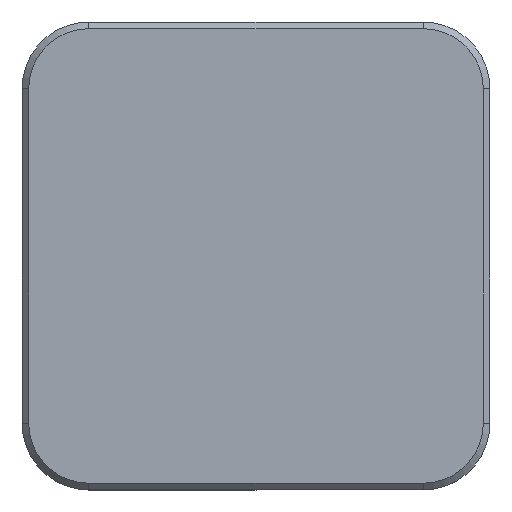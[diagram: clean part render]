
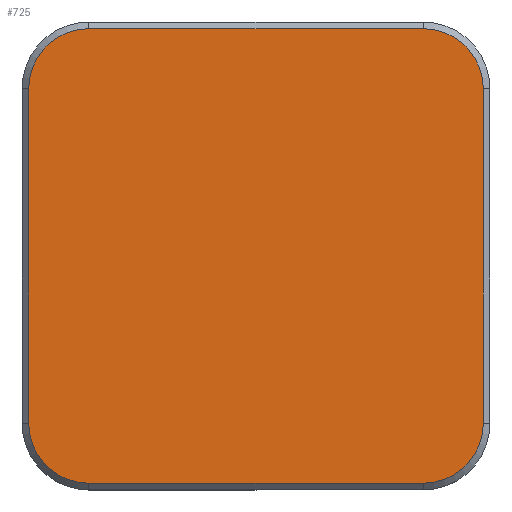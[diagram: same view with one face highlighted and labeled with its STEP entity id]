
A CAD part, top view. The second image highlights one B-rep face of the part: STEP entity #725.
In plain terms, the highlighted planar face has unit normal (0, 0, 1).
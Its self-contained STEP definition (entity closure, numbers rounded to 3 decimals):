
#18 = VECTOR ( 'NONE', #1072, 1000. ) ;
#78 = AXIS2_PLACEMENT_3D ( 'NONE', #1351, #328, #1041 ) ;
#104 = ORIENTED_EDGE ( 'NONE', *, *, #207, .T. ) ;
#155 = FACE_OUTER_BOUND ( 'NONE', #981, .T. ) ;
#176 = EDGE_CURVE ( 'NONE', #745, #337, #1012, .T. ) ;
#199 = LINE ( 'NONE', #513, #18 ) ;
#207 = EDGE_CURVE ( 'NONE', #734, #1283, #545, .T. ) ;
#210 = ORIENTED_EDGE ( 'NONE', *, *, #500, .T. ) ;
#231 = CARTESIAN_POINT ( 'NONE',  ( -5., 6.8, 6.4 ) ) ;
#237 = VERTEX_POINT ( 'NONE', #1305 ) ;
#246 = LINE ( 'NONE', #1185, #1197 ) ;
#261 = DIRECTION ( 'NONE',  ( 0., 0., 1. ) ) ;
#293 = LINE ( 'NONE', #391, #1117 ) ;
#310 = CIRCLE ( 'NONE', #1026, 1.8 ) ;
#328 = DIRECTION ( 'NONE',  ( 0., 0., 1. ) ) ;
#337 = VERTEX_POINT ( 'NONE', #1338 ) ;
#369 = CARTESIAN_POINT ( 'NONE',  ( -6.8, -5., 6.4 ) ) ;
#391 = CARTESIAN_POINT ( 'NONE',  ( 5., -6.8, 6.4 ) ) ;
#407 = AXIS2_PLACEMENT_3D ( 'NONE', #628, #1346, #1053 ) ;
#455 = DIRECTION ( 'NONE',  ( 0., 1., 0. ) ) ;
#500 = EDGE_CURVE ( 'NONE', #1095, #1140, #1173, .T. ) ;
#513 = CARTESIAN_POINT ( 'NONE',  ( -5., 6.8, 6.4 ) ) ;
#537 = CARTESIAN_POINT ( 'NONE',  ( -6.8, 5., 6.4 ) ) ;
#545 = CIRCLE ( 'NONE', #1322, 1.8 ) ;
#570 = CARTESIAN_POINT ( 'NONE',  ( 5., 6.8, 6.4 ) ) ;
#628 = CARTESIAN_POINT ( 'NONE',  ( 5., -5., 6.4 ) ) ;
#668 = CARTESIAN_POINT ( 'NONE',  ( 0., 0., 6.4 ) ) ;
#669 = AXIS2_PLACEMENT_3D ( 'NONE', #668, #261, #777 ) ;
#678 = LINE ( 'NONE', #369, #1135 ) ;
#680 = EDGE_CURVE ( 'NONE', #1283, #1077, #678, .T. ) ;
#715 = ORIENTED_EDGE ( 'NONE', *, *, #680, .T. ) ;
#725 = ADVANCED_FACE ( 'NONE', ( #155 ), #983, .T. ) ;
#734 = VERTEX_POINT ( 'NONE', #231 ) ;
#736 = EDGE_CURVE ( 'NONE', #337, #1095, #246, .T. ) ;
#745 = VERTEX_POINT ( 'NONE', #1097 ) ;
#749 = DIRECTION ( 'NONE',  ( 0., 0., 1. ) ) ;
#758 = DIRECTION ( 'NONE',  ( 1., 0., 0. ) ) ;
#775 = CARTESIAN_POINT ( 'NONE',  ( -6.8, -5., 6.4 ) ) ;
#777 = DIRECTION ( 'NONE',  ( 1., 0., 0. ) ) ;
#804 = EDGE_CURVE ( 'NONE', #237, #745, #293, .T. ) ;
#817 = DIRECTION ( 'NONE',  ( 1., 0., 0. ) ) ;
#863 = DIRECTION ( 'NONE',  ( 0., 0., 1. ) ) ;
#864 = CARTESIAN_POINT ( 'NONE',  ( -5., 5., 6.4 ) ) ;
#889 = ORIENTED_EDGE ( 'NONE', *, *, #176, .T. ) ;
#898 = ORIENTED_EDGE ( 'NONE', *, *, #736, .T. ) ;
#948 = DIRECTION ( 'NONE',  ( 1., 0., 0. ) ) ;
#978 = ORIENTED_EDGE ( 'NONE', *, *, #1246, .T. ) ;
#981 = EDGE_LOOP ( 'NONE', ( #104, #715, #978, #1000, #889, #898, #210, #989 ) ) ;
#983 = PLANE ( 'NONE',  #669 ) ;
#985 = EDGE_CURVE ( 'NONE', #1140, #734, #199, .T. ) ;
#989 = ORIENTED_EDGE ( 'NONE', *, *, #985, .T. ) ;
#1000 = ORIENTED_EDGE ( 'NONE', *, *, #804, .T. ) ;
#1010 = DIRECTION ( 'NONE',  ( 0., -1., 0. ) ) ;
#1012 = CIRCLE ( 'NONE', #407, 1.8 ) ;
#1026 = AXIS2_PLACEMENT_3D ( 'NONE', #1272, #863, #948 ) ;
#1041 = DIRECTION ( 'NONE',  ( 1., 0., 0. ) ) ;
#1053 = DIRECTION ( 'NONE',  ( 1., 0., 0. ) ) ;
#1072 = DIRECTION ( 'NONE',  ( -1., 0., 0. ) ) ;
#1077 = VERTEX_POINT ( 'NONE', #775 ) ;
#1095 = VERTEX_POINT ( 'NONE', #1293 ) ;
#1097 = CARTESIAN_POINT ( 'NONE',  ( 5., -6.8, 6.4 ) ) ;
#1117 = VECTOR ( 'NONE', #817, 1000. ) ;
#1135 = VECTOR ( 'NONE', #1010, 1000. ) ;
#1140 = VERTEX_POINT ( 'NONE', #570 ) ;
#1173 = CIRCLE ( 'NONE', #78, 1.8 ) ;
#1185 = CARTESIAN_POINT ( 'NONE',  ( 6.8, 5., 6.4 ) ) ;
#1197 = VECTOR ( 'NONE', #455, 1000. ) ;
#1246 = EDGE_CURVE ( 'NONE', #1077, #237, #310, .T. ) ;
#1272 = CARTESIAN_POINT ( 'NONE',  ( -5., -5., 6.4 ) ) ;
#1283 = VERTEX_POINT ( 'NONE', #537 ) ;
#1293 = CARTESIAN_POINT ( 'NONE',  ( 6.8, 5., 6.4 ) ) ;
#1305 = CARTESIAN_POINT ( 'NONE',  ( -5., -6.8, 6.4 ) ) ;
#1322 = AXIS2_PLACEMENT_3D ( 'NONE', #864, #749, #758 ) ;
#1338 = CARTESIAN_POINT ( 'NONE',  ( 6.8, -5., 6.4 ) ) ;
#1346 = DIRECTION ( 'NONE',  ( 0., 0., 1. ) ) ;
#1351 = CARTESIAN_POINT ( 'NONE',  ( 5., 5., 6.4 ) ) ;
